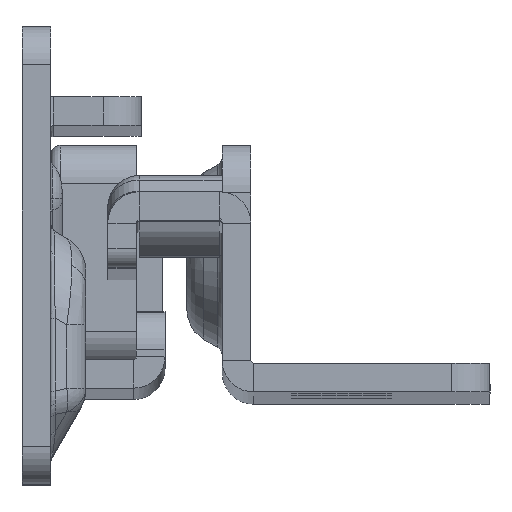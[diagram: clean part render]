
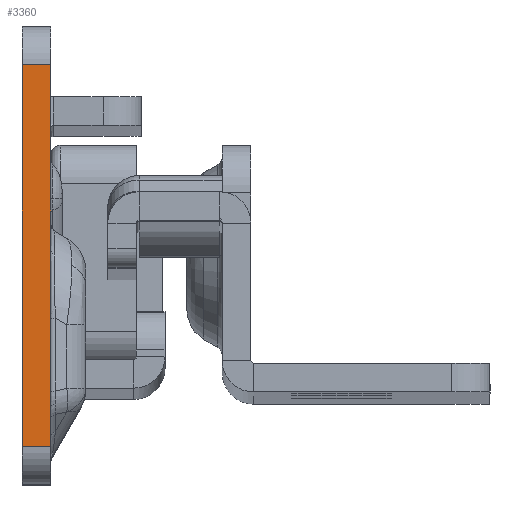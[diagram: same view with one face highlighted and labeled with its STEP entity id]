
A CAD part, top view. The second image highlights one B-rep face of the part: STEP entity #3360.
In plain terms, the highlighted planar face has unit normal (0, 0, 1).
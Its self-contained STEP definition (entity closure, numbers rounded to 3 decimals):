
#856 = EDGE_CURVE ( 'NONE', #7161, #17121, #6846, .T. ) ;
#936 = EDGE_CURVE ( 'NONE', #10497, #5161, #4275, .T. ) ;
#990 = ORIENTED_EDGE ( 'NONE', *, *, #856, .F. ) ;
#1780 = CARTESIAN_POINT ( 'NONE',  ( -3., -21.7, 0. ) ) ;
#2259 = LINE ( 'NONE', #17054, #14600 ) ;
#2280 = VECTOR ( 'NONE', #12718, 1000. ) ;
#3360 = ADVANCED_FACE ( 'NONE', ( #16088 ), #10807, .T. ) ;
#4022 = CARTESIAN_POINT ( 'NONE',  ( 0., -29.094, 0. ) ) ;
#4275 = LINE ( 'NONE', #4618, #2280 ) ;
#4618 = CARTESIAN_POINT ( 'NONE',  ( -3., -29.094, 0. ) ) ;
#4865 = DIRECTION ( 'NONE',  ( 1., 0., 0. ) ) ;
#5161 = VERTEX_POINT ( 'NONE', #1780 ) ;
#5262 = DIRECTION ( 'NONE',  ( 0., -1., 0. ) ) ;
#5374 = AXIS2_PLACEMENT_3D ( 'NONE', #9647, #9306, #16179 ) ;
#5423 = ORIENTED_EDGE ( 'NONE', *, *, #936, .T. ) ;
#6846 = LINE ( 'NONE', #4022, #10499 ) ;
#7161 = VERTEX_POINT ( 'NONE', #14082 ) ;
#7470 = CARTESIAN_POINT ( 'NONE',  ( -3., 18.3, 0. ) ) ;
#8064 = EDGE_CURVE ( 'NONE', #10497, #7161, #9891, .T. ) ;
#9306 = DIRECTION ( 'NONE',  ( 0., 0., 1. ) ) ;
#9460 = CARTESIAN_POINT ( 'NONE',  ( 0., -21.7, 0. ) ) ;
#9647 = CARTESIAN_POINT ( 'NONE',  ( -3., -29.094, 0. ) ) ;
#9796 = VECTOR ( 'NONE', #12842, 1000. ) ;
#9891 = LINE ( 'NONE', #10061, #9796 ) ;
#10061 = CARTESIAN_POINT ( 'NONE',  ( -3., 18.3, 0. ) ) ;
#10497 = VERTEX_POINT ( 'NONE', #7470 ) ;
#10499 = VECTOR ( 'NONE', #5262, 1000. ) ;
#10807 = PLANE ( 'NONE',  #5374 ) ;
#11005 = EDGE_LOOP ( 'NONE', ( #990, #12268, #5423, #11310 ) ) ;
#11310 = ORIENTED_EDGE ( 'NONE', *, *, #13593, .T. ) ;
#12268 = ORIENTED_EDGE ( 'NONE', *, *, #8064, .F. ) ;
#12718 = DIRECTION ( 'NONE',  ( 0., -1., 0. ) ) ;
#12842 = DIRECTION ( 'NONE',  ( 1., 0., 0. ) ) ;
#13593 = EDGE_CURVE ( 'NONE', #5161, #17121, #2259, .T. ) ;
#14082 = CARTESIAN_POINT ( 'NONE',  ( 0., 18.3, 0. ) ) ;
#14600 = VECTOR ( 'NONE', #4865, 1000. ) ;
#16088 = FACE_OUTER_BOUND ( 'NONE', #11005, .T. ) ;
#16179 = DIRECTION ( 'NONE',  ( 1., 0., 0. ) ) ;
#17054 = CARTESIAN_POINT ( 'NONE',  ( -142.194, -21.7, 0. ) ) ;
#17121 = VERTEX_POINT ( 'NONE', #9460 ) ;
